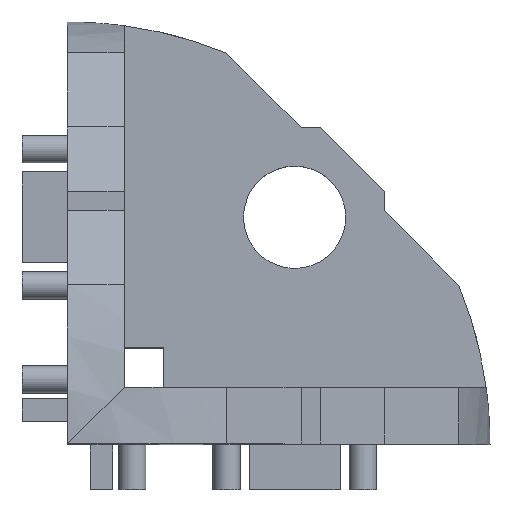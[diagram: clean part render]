
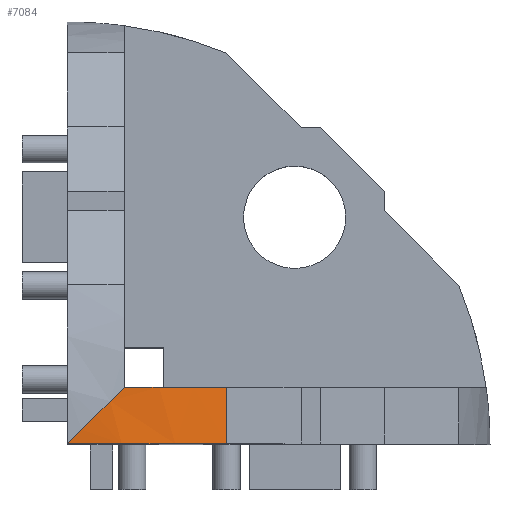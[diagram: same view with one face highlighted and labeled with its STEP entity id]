
A CAD part, top view. The second image highlights one B-rep face of the part: STEP entity #7084.
In plain terms, the highlighted cylindrical face has radius 37.2 mm (diameter 74.4 mm), a partial arc.
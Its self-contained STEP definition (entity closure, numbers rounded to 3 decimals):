
#4592 = PLANE('',#4593);
#4593 = AXIS2_PLACEMENT_3D('',#4594,#4595,#4596);
#4594 = CARTESIAN_POINT('',(0.,0.,0.)
  );
#4595 = DIRECTION('',(0.,-1.,0.));
#4596 = DIRECTION('',(0.,0.,-1.));
#6127 = PLANE('',#6128);
#6128 = AXIS2_PLACEMENT_3D('',#6129,#6130,#6131);
#6129 = CARTESIAN_POINT('',(0.,5.,0.)
  );
#6130 = DIRECTION('',(0.,-1.,0.));
#6131 = DIRECTION('',(0.,0.,-1.));
#7008 = VERTEX_POINT('',#7009);
#7009 = CARTESIAN_POINT('',(5.,5.,36.862));
#7024 = CYLINDRICAL_SURFACE('',#7025,37.2);
#7025 = AXIS2_PLACEMENT_3D('',#7026,#7027,#7028);
#7026 = CARTESIAN_POINT('',(5.,0.,0.)
  );
#7027 = DIRECTION('',(1.,-0.,-0.));
#7028 = DIRECTION('',(0.,0.,1.));
#7084 = ADVANCED_FACE('',(#7085),#7098,.T.);
#7085 = FACE_BOUND('',#7086,.T.);
#7086 = EDGE_LOOP('',(#7087,#7116,#7184,#7208));
#7087 = ORIENTED_EDGE('',*,*,#7088,.T.);
#7088 = EDGE_CURVE('',#7089,#7008,#7091,.T.);
#7089 = VERTEX_POINT('',#7090);
#7090 = CARTESIAN_POINT('',(14.034,5.,34.451));
#7091 = SURFACE_CURVE('',#7092,(#7097,#7109),.PCURVE_S1.);
#7092 = CIRCLE('',#7093,37.2);
#7093 = AXIS2_PLACEMENT_3D('',#7094,#7095,#7096);
#7094 = CARTESIAN_POINT('',(0.,5.,0.)
  );
#7095 = DIRECTION('',(0.,-1.,0.));
#7096 = DIRECTION('',(0.,0.,-1.));
#7097 = PCURVE('',#7098,#7103);
#7098 = CYLINDRICAL_SURFACE('',#7099,37.2);
#7099 = AXIS2_PLACEMENT_3D('',#7100,#7101,#7102);
#7100 = CARTESIAN_POINT('',(0.,5.,0.)
  );
#7101 = DIRECTION('',(-0.,1.,-0.));
#7102 = DIRECTION('',(0.,0.,-1.));
#7103 = DEFINITIONAL_REPRESENTATION('',(#7104),#7108);
#7104 = LINE('',#7105,#7106);
#7105 = CARTESIAN_POINT('',(6.283,0.));
#7106 = VECTOR('',#7107,1.);
#7107 = DIRECTION('',(-1.,0.));
#7108 = ( GEOMETRIC_REPRESENTATION_CONTEXT(2) 
PARAMETRIC_REPRESENTATION_CONTEXT() REPRESENTATION_CONTEXT('2D SPACE',''
  ) );
#7109 = PCURVE('',#6127,#7110);
#7110 = DEFINITIONAL_REPRESENTATION('',(#7111),#7115);
#7111 = CIRCLE('',#7112,37.2);
#7112 = AXIS2_PLACEMENT_2D('',#7113,#7114);
#7113 = CARTESIAN_POINT('',(0.,0.));
#7114 = DIRECTION('',(1.,0.));
#7115 = ( GEOMETRIC_REPRESENTATION_CONTEXT(2) 
PARAMETRIC_REPRESENTATION_CONTEXT() REPRESENTATION_CONTEXT('2D SPACE',''
  ) );
#7116 = ORIENTED_EDGE('',*,*,#7117,.T.);
#7117 = EDGE_CURVE('',#7008,#7118,#7120,.T.);
#7118 = VERTEX_POINT('',#7119);
#7119 = CARTESIAN_POINT('',(0.,0.,37.2));
#7120 = SURFACE_CURVE('',#7121,(#7126,#7155),.PCURVE_S1.);
#7121 = ELLIPSE('',#7122,52.609,37.2);
#7122 = AXIS2_PLACEMENT_3D('',#7123,#7124,#7125);
#7123 = CARTESIAN_POINT('',(0.,0.,
    0.));
#7124 = DIRECTION('',(0.707,-0.707,0.));
#7125 = DIRECTION('',(-0.707,-0.707,0.));
#7126 = PCURVE('',#7098,#7127);
#7127 = DEFINITIONAL_REPRESENTATION('',(#7128),#7154);
#7128 = B_SPLINE_CURVE_WITH_KNOTS('',3,(#7129,#7130,#7131,#7132,#7133,
    #7134,#7135,#7136,#7137,#7138,#7139,#7140,#7141,#7142,#7143,#7144,
    #7145,#7146,#7147,#7148,#7149,#7150,#7151,#7152,#7153),
  .UNSPECIFIED.,.F.,.F.,(4,1,1,1,1,1,1,1,1,1,1,1,1,1,1,1,1,1,1,1,1,1,4),
  (4.578,4.584,4.59,4.596,
    4.602,4.608,4.614,4.62,
    4.627,4.633,4.639,4.645,
    4.651,4.657,4.663,4.669,
    4.676,4.682,4.688,4.694,
    4.7,4.706,4.712),
  .QUASI_UNIFORM_KNOTS.);
#7129 = CARTESIAN_POINT('',(3.276,0.));
#7130 = CARTESIAN_POINT('',(3.274,-0.075));
#7131 = CARTESIAN_POINT('',(3.27,-0.226));
#7132 = CARTESIAN_POINT('',(3.264,-0.452));
#7133 = CARTESIAN_POINT('',(3.258,-0.678));
#7134 = CARTESIAN_POINT('',(3.252,-0.905));
#7135 = CARTESIAN_POINT('',(3.246,-1.132));
#7136 = CARTESIAN_POINT('',(3.24,-1.358));
#7137 = CARTESIAN_POINT('',(3.234,-1.585));
#7138 = CARTESIAN_POINT('',(3.227,-1.812));
#7139 = CARTESIAN_POINT('',(3.221,-2.04));
#7140 = CARTESIAN_POINT('',(3.215,-2.267));
#7141 = CARTESIAN_POINT('',(3.209,-2.494));
#7142 = CARTESIAN_POINT('',(3.203,-2.722));
#7143 = CARTESIAN_POINT('',(3.197,-2.949));
#7144 = CARTESIAN_POINT('',(3.191,-3.177));
#7145 = CARTESIAN_POINT('',(3.184,-3.405));
#7146 = CARTESIAN_POINT('',(3.178,-3.633));
#7147 = CARTESIAN_POINT('',(3.172,-3.86));
#7148 = CARTESIAN_POINT('',(3.166,-4.088));
#7149 = CARTESIAN_POINT('',(3.16,-4.316));
#7150 = CARTESIAN_POINT('',(3.154,-4.544));
#7151 = CARTESIAN_POINT('',(3.148,-4.772));
#7152 = CARTESIAN_POINT('',(3.144,-4.924));
#7153 = CARTESIAN_POINT('',(3.142,-5.));
#7154 = ( GEOMETRIC_REPRESENTATION_CONTEXT(2) 
PARAMETRIC_REPRESENTATION_CONTEXT() REPRESENTATION_CONTEXT('2D SPACE',''
  ) );
#7155 = PCURVE('',#7024,#7156);
#7156 = DEFINITIONAL_REPRESENTATION('',(#7157),#7183);
#7157 = B_SPLINE_CURVE_WITH_KNOTS('',3,(#7158,#7159,#7160,#7161,#7162,
    #7163,#7164,#7165,#7166,#7167,#7168,#7169,#7170,#7171,#7172,#7173,
    #7174,#7175,#7176,#7177,#7178,#7179,#7180,#7181,#7182),
  .UNSPECIFIED.,.F.,.F.,(4,1,1,1,1,1,1,1,1,1,1,1,1,1,1,1,1,1,1,1,1,1,4),
  (4.578,4.584,4.59,4.596,
    4.602,4.608,4.614,4.62,
    4.627,4.633,4.639,4.645,
    4.651,4.657,4.663,4.669,
    4.676,4.682,4.688,4.694,
    4.7,4.706,4.712),
  .QUASI_UNIFORM_KNOTS.);
#7158 = CARTESIAN_POINT('',(6.148,0.));
#7159 = CARTESIAN_POINT('',(6.15,-0.075));
#7160 = CARTESIAN_POINT('',(6.154,-0.226));
#7161 = CARTESIAN_POINT('',(6.161,-0.452));
#7162 = CARTESIAN_POINT('',(6.167,-0.678));
#7163 = CARTESIAN_POINT('',(6.173,-0.905));
#7164 = CARTESIAN_POINT('',(6.179,-1.132));
#7165 = CARTESIAN_POINT('',(6.185,-1.358));
#7166 = CARTESIAN_POINT('',(6.191,-1.585));
#7167 = CARTESIAN_POINT('',(6.197,-1.812));
#7168 = CARTESIAN_POINT('',(6.204,-2.04));
#7169 = CARTESIAN_POINT('',(6.21,-2.267));
#7170 = CARTESIAN_POINT('',(6.216,-2.494));
#7171 = CARTESIAN_POINT('',(6.222,-2.722));
#7172 = CARTESIAN_POINT('',(6.228,-2.949));
#7173 = CARTESIAN_POINT('',(6.234,-3.177));
#7174 = CARTESIAN_POINT('',(6.24,-3.405));
#7175 = CARTESIAN_POINT('',(6.246,-3.633));
#7176 = CARTESIAN_POINT('',(6.253,-3.86));
#7177 = CARTESIAN_POINT('',(6.259,-4.088));
#7178 = CARTESIAN_POINT('',(6.265,-4.316));
#7179 = CARTESIAN_POINT('',(6.271,-4.544));
#7180 = CARTESIAN_POINT('',(6.277,-4.772));
#7181 = CARTESIAN_POINT('',(6.281,-4.924));
#7182 = CARTESIAN_POINT('',(6.283,-5.));
#7183 = ( GEOMETRIC_REPRESENTATION_CONTEXT(2) 
PARAMETRIC_REPRESENTATION_CONTEXT() REPRESENTATION_CONTEXT('2D SPACE',''
  ) );
#7184 = ORIENTED_EDGE('',*,*,#7185,.F.);
#7185 = EDGE_CURVE('',#7186,#7118,#7188,.T.);
#7186 = VERTEX_POINT('',#7187);
#7187 = CARTESIAN_POINT('',(14.034,0.,34.451));
#7188 = SURFACE_CURVE('',#7189,(#7194,#7201),.PCURVE_S1.);
#7189 = CIRCLE('',#7190,37.2);
#7190 = AXIS2_PLACEMENT_3D('',#7191,#7192,#7193);
#7191 = CARTESIAN_POINT('',(0.,0.,0.)
  );
#7192 = DIRECTION('',(0.,-1.,0.));
#7193 = DIRECTION('',(0.,0.,-1.));
#7194 = PCURVE('',#7098,#7195);
#7195 = DEFINITIONAL_REPRESENTATION('',(#7196),#7200);
#7196 = LINE('',#7197,#7198);
#7197 = CARTESIAN_POINT('',(6.283,-5.));
#7198 = VECTOR('',#7199,1.);
#7199 = DIRECTION('',(-1.,0.));
#7200 = ( GEOMETRIC_REPRESENTATION_CONTEXT(2) 
PARAMETRIC_REPRESENTATION_CONTEXT() REPRESENTATION_CONTEXT('2D SPACE',''
  ) );
#7201 = PCURVE('',#4592,#7202);
#7202 = DEFINITIONAL_REPRESENTATION('',(#7203),#7207);
#7203 = CIRCLE('',#7204,37.2);
#7204 = AXIS2_PLACEMENT_2D('',#7205,#7206);
#7205 = CARTESIAN_POINT('',(0.,0.));
#7206 = DIRECTION('',(1.,0.));
#7207 = ( GEOMETRIC_REPRESENTATION_CONTEXT(2) 
PARAMETRIC_REPRESENTATION_CONTEXT() REPRESENTATION_CONTEXT('2D SPACE',''
  ) );
#7208 = ORIENTED_EDGE('',*,*,#7209,.F.);
#7209 = EDGE_CURVE('',#7089,#7186,#7210,.T.);
#7210 = SURFACE_CURVE('',#7211,(#7215,#7222),.PCURVE_S1.);
#7211 = LINE('',#7212,#7213);
#7212 = CARTESIAN_POINT('',(14.034,5.,34.451));
#7213 = VECTOR('',#7214,1.);
#7214 = DIRECTION('',(0.,-1.,0.));
#7215 = PCURVE('',#7098,#7216);
#7216 = DEFINITIONAL_REPRESENTATION('',(#7217),#7221);
#7217 = LINE('',#7218,#7219);
#7218 = CARTESIAN_POINT('',(3.528,0.));
#7219 = VECTOR('',#7220,1.);
#7220 = DIRECTION('',(0.,-1.));
#7221 = ( GEOMETRIC_REPRESENTATION_CONTEXT(2) 
PARAMETRIC_REPRESENTATION_CONTEXT() REPRESENTATION_CONTEXT('2D SPACE',''
  ) );
#7222 = PCURVE('',#7223,#7228);
#7223 = PLANE('',#7224);
#7224 = AXIS2_PLACEMENT_3D('',#7225,#7226,#7227);
#7225 = CARTESIAN_POINT('',(20.566,5.,27.92));
#7226 = DIRECTION('',(0.707,0.,0.707));
#7227 = DIRECTION('',(0.707,0.,-0.707));
#7228 = DEFINITIONAL_REPRESENTATION('',(#7229),#7233);
#7229 = LINE('',#7230,#7231);
#7230 = CARTESIAN_POINT('',(-9.237,0.));
#7231 = VECTOR('',#7232,1.);
#7232 = DIRECTION('',(0.,-1.));
#7233 = ( GEOMETRIC_REPRESENTATION_CONTEXT(2) 
PARAMETRIC_REPRESENTATION_CONTEXT() REPRESENTATION_CONTEXT('2D SPACE',''
  ) );
